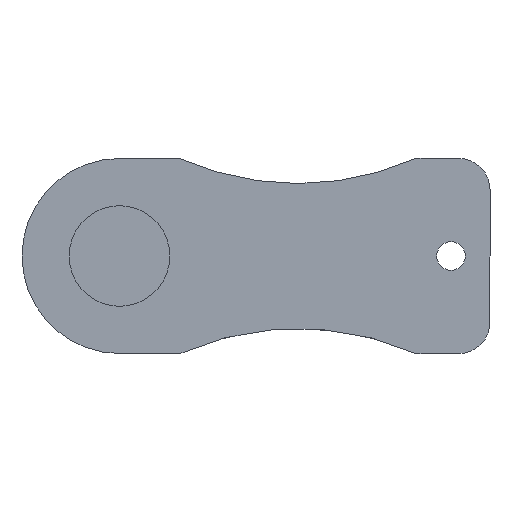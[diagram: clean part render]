
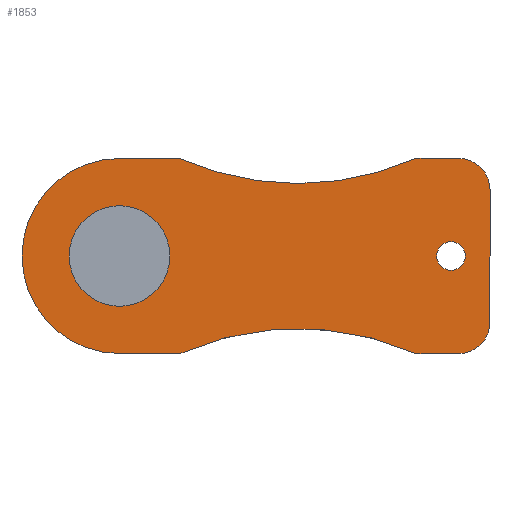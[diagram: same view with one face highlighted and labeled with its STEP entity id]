
A CAD part, front view. The second image highlights one B-rep face of the part: STEP entity #1853.
In plain terms, the highlighted planar face has unit normal (0, -1, 0).
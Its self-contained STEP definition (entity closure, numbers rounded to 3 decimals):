
#3 = VERTEX_POINT ( 'NONE', #1154 ) ;
#7 = CIRCLE ( 'NONE', #394, 37.25 ) ;
#11 = CARTESIAN_POINT ( 'NONE',  ( 25., 0., 1.825 ) ) ;
#26 = CIRCLE ( 'NONE', #1250, 6.45 ) ;
#27 = EDGE_LOOP ( 'NONE', ( #1672, #1240, #1725, #1427, #827, #418, #1543, #1540, #1628, #1324, #783 ) ) ;
#29 = EDGE_CURVE ( 'NONE', #1786, #1175, #92, .T. ) ;
#33 = DIRECTION ( 'NONE',  ( 0., 0., 1. ) ) ;
#91 = DIRECTION ( 'NONE',  ( 1., 0., 0. ) ) ;
#92 = CIRCLE ( 'NONE', #1137, 6.45 ) ;
#98 = ORIENTED_EDGE ( 'NONE', *, *, #1551, .F. ) ;
#120 = VECTOR ( 'NONE', #424, 1000. ) ;
#132 = CARTESIAN_POINT ( 'NONE',  ( -17.5, 0., 6.45 ) ) ;
#146 = CARTESIAN_POINT ( 'NONE',  ( -17.5, 0., -6.45 ) ) ;
#180 = DIRECTION ( 'NONE',  ( 1., 0., 0. ) ) ;
#187 = DIRECTION ( 'NONE',  ( 0., 0., 1. ) ) ;
#194 = EDGE_CURVE ( 'NONE', #650, #1402, #1581, .T. ) ;
#220 = VERTEX_POINT ( 'NONE', #1386 ) ;
#221 = CARTESIAN_POINT ( 'NONE',  ( -17.5, 0., 0. ) ) ;
#223 = VERTEX_POINT ( 'NONE', #1538 ) ;
#247 = AXIS2_PLACEMENT_3D ( 'NONE', #1355, #1482, #187 ) ;
#252 = DIRECTION ( 'NONE',  ( 0., -1., 0. ) ) ;
#255 = DIRECTION ( 'NONE',  ( 0., 0., -1. ) ) ;
#259 = CARTESIAN_POINT ( 'NONE',  ( 5.375, 0., -46.541 ) ) ;
#262 = AXIS2_PLACEMENT_3D ( 'NONE', #817, #541, #955 ) ;
#281 = EDGE_CURVE ( 'NONE', #1327, #649, #883, .T. ) ;
#298 = AXIS2_PLACEMENT_3D ( 'NONE', #259, #1550, #828 ) ;
#334 = CARTESIAN_POINT ( 'NONE',  ( -30., 0., -12.5 ) ) ;
#360 = CARTESIAN_POINT ( 'NONE',  ( 30., 0., -12.5 ) ) ;
#370 = DIRECTION ( 'NONE',  ( 0., 0., 1. ) ) ;
#377 = EDGE_CURVE ( 'NONE', #1840, #1326, #1560, .T. ) ;
#383 = CARTESIAN_POINT ( 'NONE',  ( -17.5, 0., 0. ) ) ;
#394 = AXIS2_PLACEMENT_3D ( 'NONE', #1787, #900, #1203 ) ;
#418 = ORIENTED_EDGE ( 'NONE', *, *, #1674, .F. ) ;
#424 = DIRECTION ( 'NONE',  ( 0., 0., -1. ) ) ;
#433 = EDGE_CURVE ( 'NONE', #1784, #3, #1599, .T. ) ;
#447 = CARTESIAN_POINT ( 'NONE',  ( -30., 0., 12.5 ) ) ;
#471 = DIRECTION ( 'NONE',  ( 0., -1., 0. ) ) ;
#483 = FACE_OUTER_BOUND ( 'NONE', #27, .T. ) ;
#492 = EDGE_CURVE ( 'NONE', #1809, #223, #1164, .T. ) ;
#541 = DIRECTION ( 'NONE',  ( 0., -1., 0. ) ) ;
#542 = DIRECTION ( 'NONE',  ( 0., 1., 0. ) ) ;
#544 = DIRECTION ( 'NONE',  ( -1., 0., 0. ) ) ;
#550 = CIRCLE ( 'NONE', #262, 4. ) ;
#559 = EDGE_LOOP ( 'NONE', ( #672, #722 ) ) ;
#560 = VECTOR ( 'NONE', #544, 1000. ) ;
#617 = CARTESIAN_POINT ( 'NONE',  ( 25., 0., -1.825 ) ) ;
#634 = CARTESIAN_POINT ( 'NONE',  ( -9.75, 0., 12.5 ) ) ;
#649 = VERTEX_POINT ( 'NONE', #634 ) ;
#650 = VERTEX_POINT ( 'NONE', #1655 ) ;
#672 = ORIENTED_EDGE ( 'NONE', *, *, #800, .T. ) ;
#680 = CIRCLE ( 'NONE', #1341, 4. ) ;
#688 = DIRECTION ( 'NONE',  ( 0., -1., 0. ) ) ;
#695 = DIRECTION ( 'NONE',  ( 0., 0., 1. ) ) ;
#701 = CIRCLE ( 'NONE', #1438, 12.5 ) ;
#722 = ORIENTED_EDGE ( 'NONE', *, *, #377, .T. ) ;
#727 = EDGE_CURVE ( 'NONE', #1187, #223, #550, .T. ) ;
#763 = DIRECTION ( 'NONE',  ( -1., 0., 0. ) ) ;
#783 = ORIENTED_EDGE ( 'NONE', *, *, #1636, .T. ) ;
#784 = LINE ( 'NONE', #954, #560 ) ;
#789 = DIRECTION ( 'NONE',  ( 0., 0., -1. ) ) ;
#800 = EDGE_CURVE ( 'NONE', #1326, #1840, #1308, .T. ) ;
#813 = CARTESIAN_POINT ( 'NONE',  ( -30., 0., 12.5 ) ) ;
#817 = CARTESIAN_POINT ( 'NONE',  ( 26., 0., -8.5 ) ) ;
#827 = ORIENTED_EDGE ( 'NONE', *, *, #1644, .T. ) ;
#828 = DIRECTION ( 'NONE',  ( 0., 0., 1. ) ) ;
#883 = LINE ( 'NONE', #813, #1499 ) ;
#889 = LINE ( 'NONE', #334, #1459 ) ;
#900 = DIRECTION ( 'NONE',  ( 0., -1., 0. ) ) ;
#907 = CARTESIAN_POINT ( 'NONE',  ( -17.5, 0., 0. ) ) ;
#954 = CARTESIAN_POINT ( 'NONE',  ( -30., 0., -12.5 ) ) ;
#955 = DIRECTION ( 'NONE',  ( 0., 0., 1. ) ) ;
#1010 = ORIENTED_EDGE ( 'NONE', *, *, #29, .F. ) ;
#1041 = CARTESIAN_POINT ( 'NONE',  ( -9.75, 0., -12.5 ) ) ;
#1092 = DIRECTION ( 'NONE',  ( 0., -1., 0. ) ) ;
#1105 = VECTOR ( 'NONE', #180, 1000. ) ;
#1134 = CARTESIAN_POINT ( 'NONE',  ( 26., 0., -12.5 ) ) ;
#1137 = AXIS2_PLACEMENT_3D ( 'NONE', #907, #471, #1781 ) ;
#1154 = CARTESIAN_POINT ( 'NONE',  ( 20.5, 0., 12.5 ) ) ;
#1155 = CARTESIAN_POINT ( 'NONE',  ( -17.5, 0., 12.5 ) ) ;
#1164 = LINE ( 'NONE', #360, #120 ) ;
#1175 = VERTEX_POINT ( 'NONE', #132 ) ;
#1187 = VERTEX_POINT ( 'NONE', #1134 ) ;
#1203 = DIRECTION ( 'NONE',  ( 0., 0., -1. ) ) ;
#1240 = ORIENTED_EDGE ( 'NONE', *, *, #433, .F. ) ;
#1250 = AXIS2_PLACEMENT_3D ( 'NONE', #221, #1660, #789 ) ;
#1308 = CIRCLE ( 'NONE', #1481, 1.825 ) ;
#1324 = ORIENTED_EDGE ( 'NONE', *, *, #492, .F. ) ;
#1326 = VERTEX_POINT ( 'NONE', #11 ) ;
#1327 = VERTEX_POINT ( 'NONE', #1155 ) ;
#1341 = AXIS2_PLACEMENT_3D ( 'NONE', #1570, #688, #695 ) ;
#1355 = CARTESIAN_POINT ( 'NONE',  ( 0., 0., 0. ) ) ;
#1386 = CARTESIAN_POINT ( 'NONE',  ( 26., 0., 12.5 ) ) ;
#1388 = DIRECTION ( 'NONE',  ( 0., 0., 1. ) ) ;
#1402 = VERTEX_POINT ( 'NONE', #1041 ) ;
#1413 = EDGE_CURVE ( 'NONE', #3, #220, #1485, .T. ) ;
#1424 = FACE_BOUND ( 'NONE', #1750, .T. ) ;
#1427 = ORIENTED_EDGE ( 'NONE', *, *, #281, .F. ) ;
#1433 = AXIS2_PLACEMENT_3D ( 'NONE', #1562, #542, #370 ) ;
#1434 = CARTESIAN_POINT ( 'NONE',  ( -17.5, 0., -12.5 ) ) ;
#1438 = AXIS2_PLACEMENT_3D ( 'NONE', #383, #252, #1388 ) ;
#1447 = EDGE_CURVE ( 'NONE', #649, #1784, #7, .T. ) ;
#1459 = VECTOR ( 'NONE', #763, 1000. ) ;
#1465 = CARTESIAN_POINT ( 'NONE',  ( 30., 0., 8.5 ) ) ;
#1481 = AXIS2_PLACEMENT_3D ( 'NONE', #1635, #1778, #33 ) ;
#1482 = DIRECTION ( 'NONE',  ( 0., 1., 0. ) ) ;
#1485 = LINE ( 'NONE', #447, #1105 ) ;
#1499 = VECTOR ( 'NONE', #91, 1000. ) ;
#1538 = CARTESIAN_POINT ( 'NONE',  ( 30., 0., -8.5 ) ) ;
#1540 = ORIENTED_EDGE ( 'NONE', *, *, #1823, .F. ) ;
#1543 = ORIENTED_EDGE ( 'NONE', *, *, #194, .F. ) ;
#1550 = DIRECTION ( 'NONE',  ( 0., -1., 0. ) ) ;
#1551 = EDGE_CURVE ( 'NONE', #1175, #1786, #26, .T. ) ;
#1560 = CIRCLE ( 'NONE', #1433, 1.825 ) ;
#1562 = CARTESIAN_POINT ( 'NONE',  ( 25., 0., 0. ) ) ;
#1570 = CARTESIAN_POINT ( 'NONE',  ( 26., 0., 8.5 ) ) ;
#1581 = CIRCLE ( 'NONE', #298, 37.25 ) ;
#1596 = AXIS2_PLACEMENT_3D ( 'NONE', #1858, #1092, #255 ) ;
#1599 = CIRCLE ( 'NONE', #1596, 37.25 ) ;
#1628 = ORIENTED_EDGE ( 'NONE', *, *, #727, .T. ) ;
#1635 = CARTESIAN_POINT ( 'NONE',  ( 25., 0., 0. ) ) ;
#1636 = EDGE_CURVE ( 'NONE', #1809, #220, #680, .T. ) ;
#1644 = EDGE_CURVE ( 'NONE', #1327, #1702, #701, .T. ) ;
#1655 = CARTESIAN_POINT ( 'NONE',  ( 20.5, 0., -12.5 ) ) ;
#1660 = DIRECTION ( 'NONE',  ( 0., -1., 0. ) ) ;
#1672 = ORIENTED_EDGE ( 'NONE', *, *, #1413, .F. ) ;
#1674 = EDGE_CURVE ( 'NONE', #1402, #1702, #784, .T. ) ;
#1702 = VERTEX_POINT ( 'NONE', #1434 ) ;
#1722 = CARTESIAN_POINT ( 'NONE',  ( 5.375, 0., 9.291 ) ) ;
#1725 = ORIENTED_EDGE ( 'NONE', *, *, #1447, .F. ) ;
#1750 = EDGE_LOOP ( 'NONE', ( #1010, #98 ) ) ;
#1778 = DIRECTION ( 'NONE',  ( 0., 1., 0. ) ) ;
#1781 = DIRECTION ( 'NONE',  ( 0., 0., -1. ) ) ;
#1784 = VERTEX_POINT ( 'NONE', #1722 ) ;
#1786 = VERTEX_POINT ( 'NONE', #146 ) ;
#1787 = CARTESIAN_POINT ( 'NONE',  ( 5.375, 0., 46.541 ) ) ;
#1792 = FACE_BOUND ( 'NONE', #559, .T. ) ;
#1797 = PLANE ( 'NONE',  #247 ) ;
#1809 = VERTEX_POINT ( 'NONE', #1465 ) ;
#1823 = EDGE_CURVE ( 'NONE', #1187, #650, #889, .T. ) ;
#1840 = VERTEX_POINT ( 'NONE', #617 ) ;
#1853 = ADVANCED_FACE ( 'NONE', ( #1792, #1424, #483 ), #1797, .F. ) ;
#1858 = CARTESIAN_POINT ( 'NONE',  ( 5.375, 0., 46.541 ) ) ;
